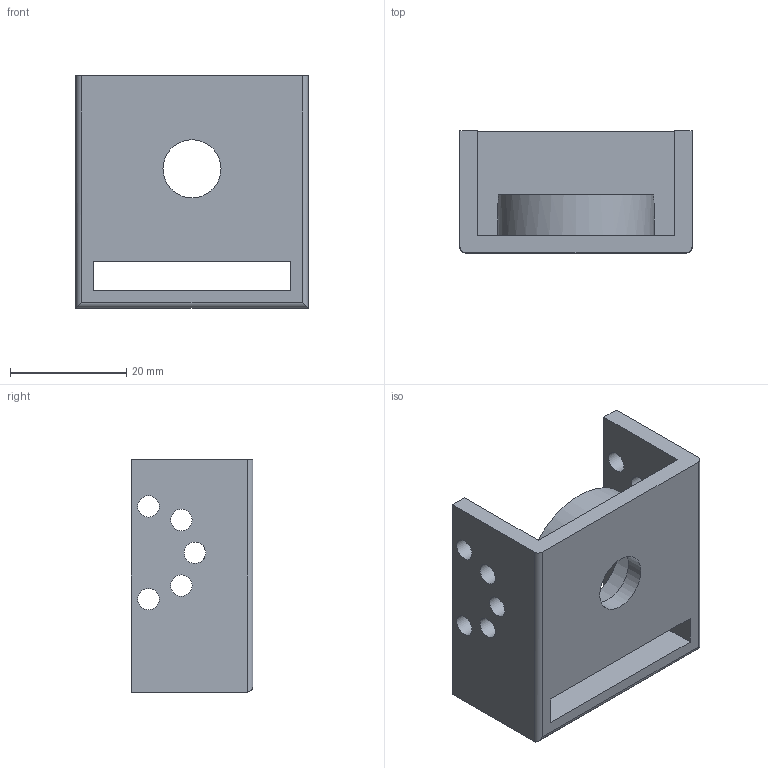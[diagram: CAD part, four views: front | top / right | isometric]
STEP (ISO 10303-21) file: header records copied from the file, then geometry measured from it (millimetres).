
FILE_DESCRIPTION(('STEP AP203'), '1');
FILE_NAME('ï ýëåìåíò äëÿ âåøàëêè', '', ('UNSPECIFIED'), ('UNSPECIFIED'), 'C3D Converter', 'C3D Toolkit', '');
FILE_SCHEMA(('CONFIG_CONTROL_DESIGN'));
Length unit declared in the file: millimetre
Bounding box: 40 x 21 x 40 mm (x, y, z)
Volume: 11413.3 mm3; surface area: 8851.4 mm2
Topology: 1 solids, 1 shells, 32 faces, 88 edges, 58 vertices
Faces by surface type: cylinder 18, plane 14
Full cylindrical faces by diameter (mm): 3.7 x10, 10 x1, 21 x1, 27 x1
Entity records: 1496 total; most frequent: CARTESIAN_POINT 374, DIRECTION 167, ORIENTED_EDGE 150, EDGE_CURVE 75, EDGE_LOOP 69, AXIS2_PLACEMENT_3D 65, VERTEX_POINT 58, FACE_BOUND 45
